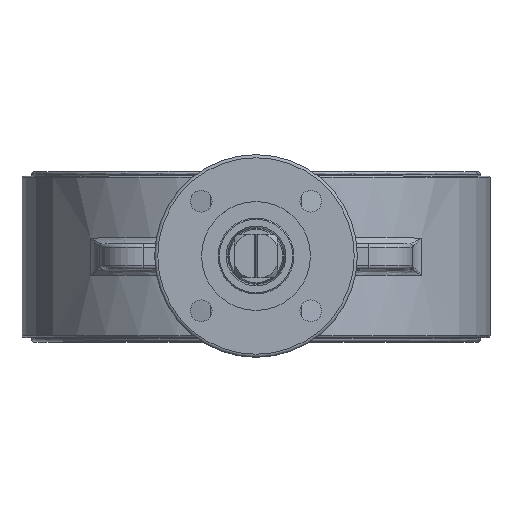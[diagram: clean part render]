
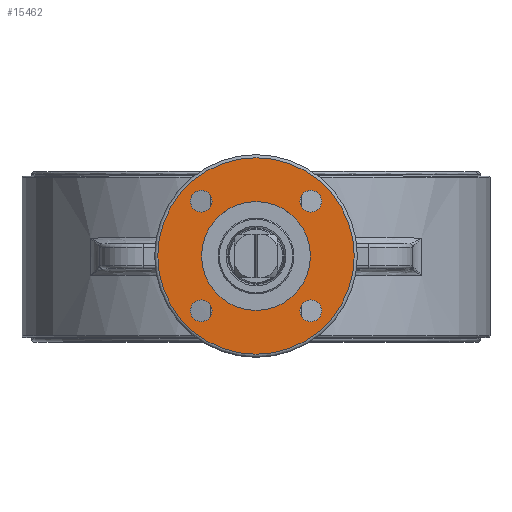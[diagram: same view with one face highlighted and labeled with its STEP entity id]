
A CAD part, top view. The second image highlights one B-rep face of the part: STEP entity #15462.
In plain terms, the highlighted planar face has unit normal (0, 0, 1).
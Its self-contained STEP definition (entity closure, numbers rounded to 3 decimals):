
#15356=CARTESIAN_POINT('',(31.7,0.,167.5));
#15357=VERTEX_POINT('',#15356);
#15358=CARTESIAN_POINT('',(0.,0.,167.5));
#15359=DIRECTION('',(0.0,0.0,-1.0));
#15360=DIRECTION('',(-1.0,0.0,0.0));
#15361=AXIS2_PLACEMENT_3D('',#15358,#15359,#15360);
#15362=CIRCLE('',#15361,31.7);
#15363=EDGE_CURVE('',#15357,#15357,#15362,.T.);
#15399=CARTESIAN_POINT('',(0.,0.,167.5));
#15400=DIRECTION('',(0.0,0.0,-1.0));
#15401=DIRECTION('',(-1.0,0.0,0.0));
#15402=AXIS2_PLACEMENT_3D('',#15399,#15400,#15401);
#15403=PLANE('',#15402);
#15404=ORIENTED_EDGE('',*,*,#15363,.F.);
#15405=EDGE_LOOP('',(#15404));
#15406=FACE_OUTER_BOUND('',#15405,.T.);
#15407=CARTESIAN_POINT('',(21.178,17.678,167.5));
#15408=VERTEX_POINT('',#15407);
#15409=CARTESIAN_POINT('',(17.678,17.678,167.5));
#15410=DIRECTION('',(0.0,0.0,-1.0));
#15411=DIRECTION('',(1.0,0.0,0.0));
#15412=AXIS2_PLACEMENT_3D('',#15409,#15410,#15411);
#15413=CIRCLE('',#15412,3.5);
#15414=EDGE_CURVE('',#15408,#15408,#15413,.T.);
#15415=ORIENTED_EDGE('',*,*,#15414,.T.);
#15416=EDGE_LOOP('',(#15415));
#15417=FACE_BOUND('',#15416,.T.);
#15418=CARTESIAN_POINT('',(17.678,-21.178,167.5));
#15419=VERTEX_POINT('',#15418);
#15420=CARTESIAN_POINT('',(17.678,-17.678,167.5));
#15421=DIRECTION('',(0.0,0.0,-1.0));
#15422=DIRECTION('',(0.0,-1.0,0.0));
#15423=AXIS2_PLACEMENT_3D('',#15420,#15421,#15422);
#15424=CIRCLE('',#15423,3.5);
#15425=EDGE_CURVE('',#15419,#15419,#15424,.T.);
#15426=ORIENTED_EDGE('',*,*,#15425,.T.);
#15427=EDGE_LOOP('',(#15426));
#15428=FACE_BOUND('',#15427,.T.);
#15429=CARTESIAN_POINT('',(-17.678,21.178,167.5));
#15430=VERTEX_POINT('',#15429);
#15431=CARTESIAN_POINT('',(-17.678,17.678,167.5));
#15432=DIRECTION('',(0.0,0.0,-1.0));
#15433=DIRECTION('',(0.0,1.0,0.0));
#15434=AXIS2_PLACEMENT_3D('',#15431,#15432,#15433);
#15435=CIRCLE('',#15434,3.5);
#15436=EDGE_CURVE('',#15430,#15430,#15435,.T.);
#15437=ORIENTED_EDGE('',*,*,#15436,.T.);
#15438=EDGE_LOOP('',(#15437));
#15439=FACE_BOUND('',#15438,.T.);
#15440=CARTESIAN_POINT('',(-21.178,-17.678,167.5));
#15441=VERTEX_POINT('',#15440);
#15442=CARTESIAN_POINT('',(-17.678,-17.678,167.5));
#15443=DIRECTION('',(0.0,0.0,-1.0));
#15444=DIRECTION('',(-1.0,0.0,0.0));
#15445=AXIS2_PLACEMENT_3D('',#15442,#15443,#15444);
#15446=CIRCLE('',#15445,3.5);
#15447=EDGE_CURVE('',#15441,#15441,#15446,.T.);
#15448=ORIENTED_EDGE('',*,*,#15447,.T.);
#15449=EDGE_LOOP('',(#15448));
#15450=FACE_BOUND('',#15449,.T.);
#15451=CARTESIAN_POINT('',(17.55,0.,167.5));
#15452=VERTEX_POINT('',#15451);
#15453=CARTESIAN_POINT('',(0.,0.,167.5));
#15454=DIRECTION('',(0.0,0.0,-1.0));
#15455=DIRECTION('',(1.0,0.0,0.0));
#15456=AXIS2_PLACEMENT_3D('',#15453,#15454,#15455);
#15457=CIRCLE('',#15456,17.55);
#15458=EDGE_CURVE('',#15452,#15452,#15457,.T.);
#15459=ORIENTED_EDGE('',*,*,#15458,.T.);
#15460=EDGE_LOOP('',(#15459));
#15461=FACE_BOUND('',#15460,.T.);
#15462=ADVANCED_FACE('',(#15406,#15417,#15428,#15439,#15450,#15461),#15403,.F.);
